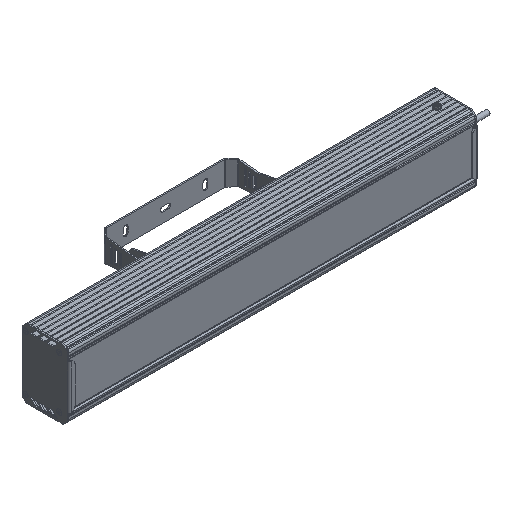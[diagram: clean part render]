
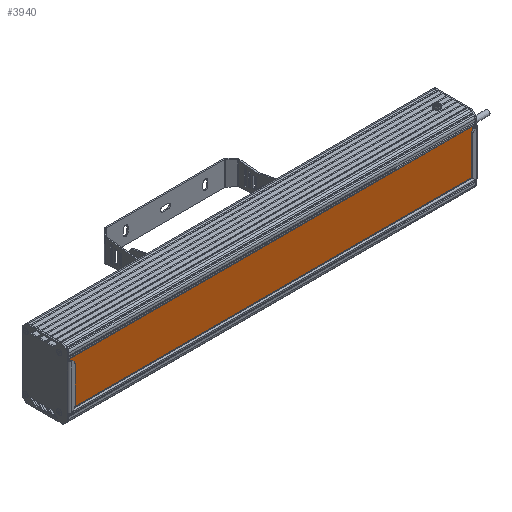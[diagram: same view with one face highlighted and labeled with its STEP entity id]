
A CAD part, isometric view. The second image highlights one B-rep face of the part: STEP entity #3940.
In plain terms, the highlighted face is planar.
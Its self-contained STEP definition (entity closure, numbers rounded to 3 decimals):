
#3940=ADVANCED_FACE('',(#10544),#10546,.T.);
#10544=FACE_BOUND('',#10545,.T.);
#10545=EDGE_LOOP('',(#35945,#35946,#35947,#35948));
#10546=PLANE('',#10547);
#10547=AXIS2_PLACEMENT_3D('',#10548,#10549,#10550);
#10548=CARTESIAN_POINT('',(120.465,593.492,117.308));
#10549=DIRECTION('',(0.,0.,-1.));
#10550=DIRECTION('',(0.,1.,0.));
#35945=ORIENTED_EDGE('',*,*,#41826,.T.);
#35946=ORIENTED_EDGE('',*,*,#41825,.T.);
#35947=ORIENTED_EDGE('',*,*,#41827,.F.);
#35948=ORIENTED_EDGE('',*,*,#41828,.F.);
#41825=EDGE_CURVE('',#45832,#45837,#45839,.T.);
#41826=EDGE_CURVE('',#45840,#45832,#45841,.T.);
#41827=EDGE_CURVE('',#45842,#45837,#45843,.T.);
#41828=EDGE_CURVE('',#45840,#45842,#45844,.T.);
#45832=VERTEX_POINT('',#57359);
#45837=VERTEX_POINT('',#57368);
#45839=LINE('',#57372,#57373);
#45840=VERTEX_POINT('',#57375);
#45841=LINE('',#57376,#57377);
#45842=VERTEX_POINT('',#57379);
#45843=LINE('',#57380,#57381);
#45844=LINE('',#57383,#57384);
#57359=CARTESIAN_POINT('',(120.465,679.838,117.308));
#57368=CARTESIAN_POINT('',(782.465,679.838,117.308));
#57372=CARTESIAN_POINT('',(120.465,679.838,117.308));
#57373=VECTOR('',#57374,1.);
#57374=DIRECTION('',(1.,0.,0.));
#57375=CARTESIAN_POINT('',(120.465,593.492,117.308));
#57376=CARTESIAN_POINT('',(120.465,593.492,117.308));
#57377=VECTOR('',#57378,1.);
#57378=DIRECTION('',(0.,1.,0.));
#57379=CARTESIAN_POINT('',(782.465,593.492,117.308));
#57380=CARTESIAN_POINT('',(782.465,593.492,117.308));
#57381=VECTOR('',#57382,1.);
#57382=DIRECTION('',(0.,1.,0.));
#57383=CARTESIAN_POINT('',(120.465,593.492,117.308));
#57384=VECTOR('',#57385,1.);
#57385=DIRECTION('',(1.,0.,0.));
